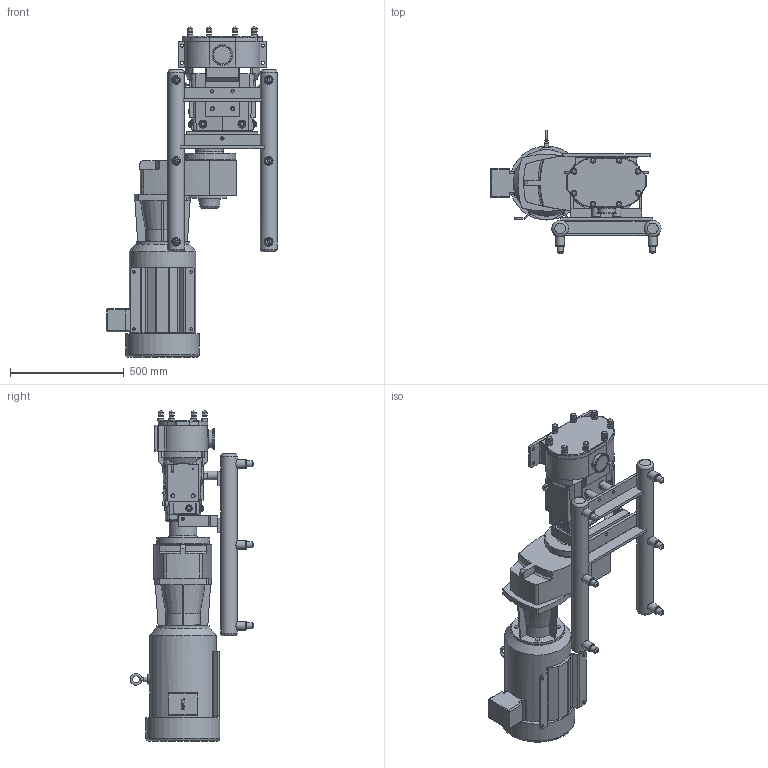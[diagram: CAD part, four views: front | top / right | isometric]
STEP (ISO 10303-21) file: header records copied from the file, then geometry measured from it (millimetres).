
FILE_DESCRIPTION(/* description */ (''),/* implementation_level */ '2;1');
FILE_NAME(/* name */ 'U3_134U3_256TC_(3.27 x 9.52)x3.0_S-Line_20HP_SIDE_SM.stp',/* time_stamp */ '2021-05-24T18:46:41+05:00',/* author */ ('trtmhr'),/* organization */ (''),/* preprocessor_version */ 'ST-DEVELOPER v18.1',/* originating_system */ 'Autodesk Inventor 2020',/* authorisation */ '');
FILE_SCHEMA (('AUTOMOTIVE_DESIGN { 1 0 10303 214 3 1 1 }'));
Length unit declared in the file: inch
Products named in the file (1): U3_134U3_256TC_(3.27 x 9.52)x3.0_S-Line_20HP_SIDE_SM
Bounding box: 746.83 x 542.78 x 1450.11 mm (x, y, z)
Volume: 91683082 mm3; surface area: 2811424.9 mm2
Topology: 4 solids, 4 shells, 1099 faces, 3021 edges, 2001 vertices
Faces by surface type: plane 558, cylinder 324, cone 74, torus 69, bspline 62, sphere 12
Full cylindrical faces by diameter (mm): 2.54 x2, 7.62 x3, 7.798 x1, 10.719 x5, 13.462 x4, 13.487 x4, 14.224 x2, 14.3 x3, 14.478 x1, 15.24 x1, 19.05 x8, 19.304 x1, 23.876 x3, 25.4 x19, 29.21 x2, 31.75 x3, 35.052 x6, 38.1 x8, 65.786 x1, 76.2 x1, 78.461 x1, 79.477 x1, 91.008 x1, 120.65 x1, 229.997 x1, 230.124 x1, 232.994 x1, 292.329 x1, 324.612 x1
Entity records: 37257 total; most frequent: CARTESIAN_POINT 8838, ORIENTED_EDGE 6004, DIRECTION 5937, EDGE_CURVE 3002, AXIS2_PLACEMENT_3D 2217, VERTEX_POINT 2001, LINE 1503, VECTOR 1503
